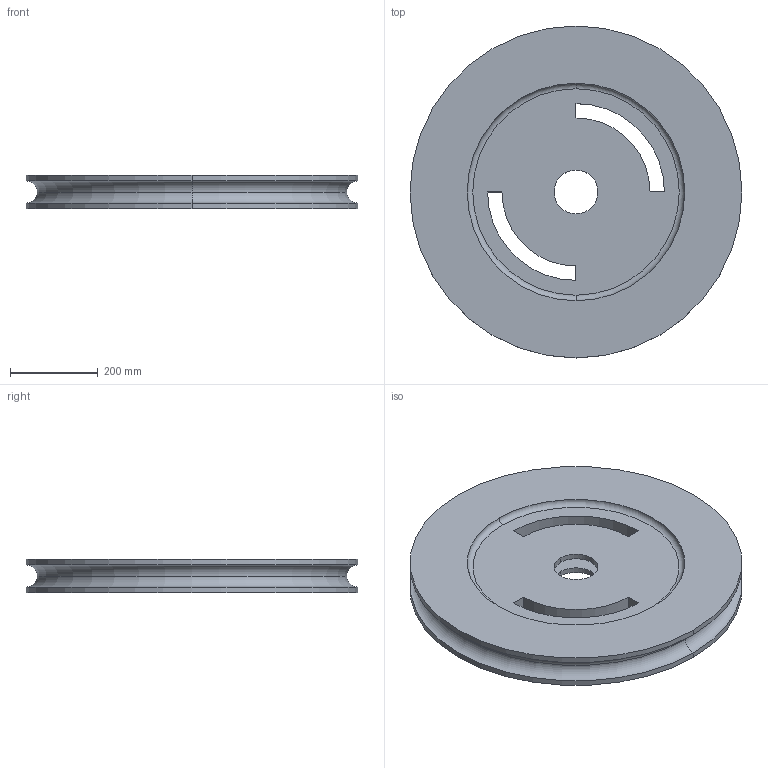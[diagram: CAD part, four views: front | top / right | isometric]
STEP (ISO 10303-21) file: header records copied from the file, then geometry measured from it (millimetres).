
FILE_DESCRIPTION (( 'STEP AP203' ), '1' );
FILE_NAME ('Pulley_Default_sldprt.STEP', '2019-04-11T17:56:38', ( '' ), ( '' ), 'SwSTEP 2.0', 'SolidWorks 2017', '' );
FILE_SCHEMA (( 'CONFIG_CONTROL_DESIGN' ));
Length unit declared in the file: metre
Products named in the file (1): Pulley_Default_sldprt
Bounding box: 755.8 x 755.8 x 76.2 mm (x, y, z)
Volume: 24852704.6 mm3; surface area: 1265930.9 mm2
Topology: 1 solids, 1 shells, 32 faces, 72 edges, 46 vertices
Faces by surface type: cylinder 14, plane 10, torus 8
Entity records: 1003 total; most frequent: DIRECTION 184, CARTESIAN_POINT 151, ORIENTED_EDGE 144, AXIS2_PLACEMENT_3D 79, EDGE_CURVE 72, CIRCLE 46, VERTEX_POINT 46, EDGE_LOOP 42
